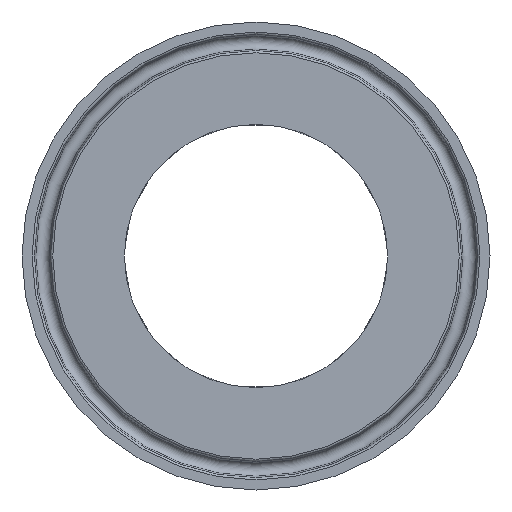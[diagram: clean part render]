
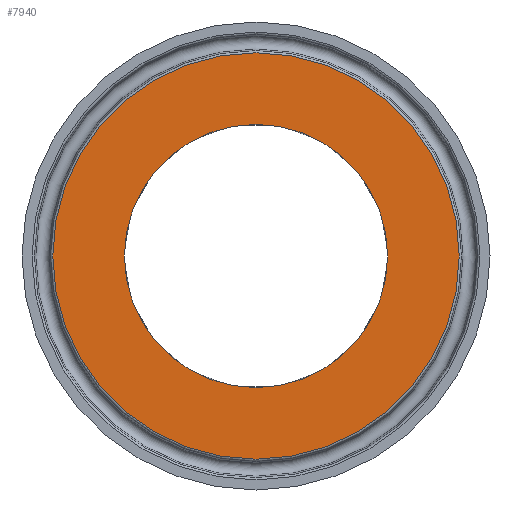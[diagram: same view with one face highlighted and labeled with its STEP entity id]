
A CAD part, left-side view. The second image highlights one B-rep face of the part: STEP entity #7940.
In plain terms, the highlighted planar face has unit normal (-1, 0, 0).
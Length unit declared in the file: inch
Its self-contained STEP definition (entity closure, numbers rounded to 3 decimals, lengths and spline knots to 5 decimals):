
#114=FACE_BOUND('',#1423,.T.);
#115=FACE_BOUND('',#1424,.T.);
#301=PLANE('',#8394);
#1423=EDGE_LOOP('',(#7427));
#1424=EDGE_LOOP('',(#7428));
#1615=CIRCLE('',#8392,1.32315);
#1617=CIRCLE('',#8395,0.85694);
#3899=VERTEX_POINT('',#17426);
#3901=VERTEX_POINT('',#17431);
#5077=EDGE_CURVE('',#3899,#3899,#1615,.T.);
#5079=EDGE_CURVE('',#3901,#3901,#1617,.T.);
#7427=ORIENTED_EDGE('',*,*,#5079,.T.);
#7428=ORIENTED_EDGE('',*,*,#5077,.F.);
#7940=ADVANCED_FACE('',(#114,#115),#301,.T.);
#8392=AXIS2_PLACEMENT_3D('',#17427,#9829,#9830);
#8394=AXIS2_PLACEMENT_3D('',#17430,#9833,#9834);
#8395=AXIS2_PLACEMENT_3D('',#17432,#9835,#9836);
#9829=DIRECTION('center_axis',(1.,0.,0.));
#9830=DIRECTION('ref_axis',(0.,-1.,0.));
#9833=DIRECTION('center_axis',(-1.,0.,0.));
#9834=DIRECTION('ref_axis',(0.,0.,1.));
#9835=DIRECTION('center_axis',(1.,0.,0.));
#9836=DIRECTION('ref_axis',(0.,1.,0.));
#17426=CARTESIAN_POINT('',(0.,1.32315,0.));
#17427=CARTESIAN_POINT('Origin',(0.,0.,
0.));
#17430=CARTESIAN_POINT('Origin',(0.,1.09501,
0.));
#17431=CARTESIAN_POINT('',(0.,0.85694,0.));
#17432=CARTESIAN_POINT('Origin',(0.,0.,
0.));
